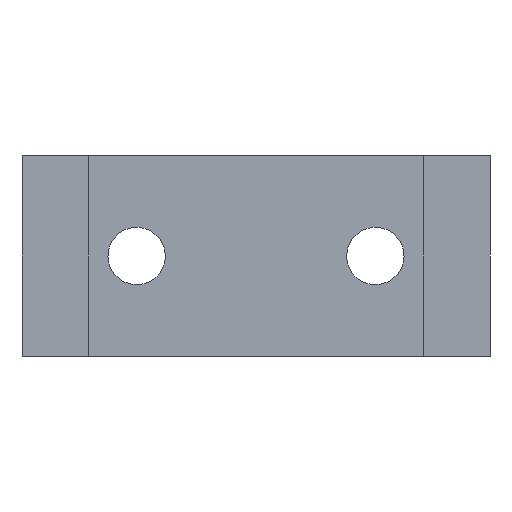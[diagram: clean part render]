
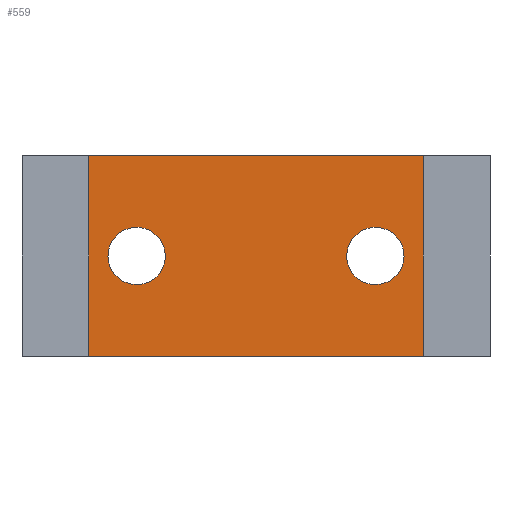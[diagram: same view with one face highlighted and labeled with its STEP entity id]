
A CAD part, front view. The second image highlights one B-rep face of the part: STEP entity #559.
In plain terms, the highlighted free-form (B-spline) face has degree [1, 1] with [2, 2] control points.
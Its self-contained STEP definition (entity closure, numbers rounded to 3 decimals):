
#22 = VERTEX_POINT('',#23);
#23 = CARTESIAN_POINT('',(-35.385,8.492,8.492)
  );
#41 = VERTEX_POINT('',#42);
#42 = CARTESIAN_POINT('',(-35.385,8.492,-8.492
    ));
#47 = EDGE_CURVE('',#22,#41,#48,.T.);
#48 = ( BOUNDED_CURVE() B_SPLINE_CURVE(2,(#49,#50,#51,#52,#53),
.UNSPECIFIED.,.F.,.F.) B_SPLINE_CURVE_WITH_KNOTS((3,2,3),(0.,
1.571,3.142),.PIECEWISE_BEZIER_KNOTS.) CURVE() 
GEOMETRIC_REPRESENTATION_ITEM() RATIONAL_B_SPLINE_CURVE((1.,
0.707,1.,0.707,1.)) REPRESENTATION_ITEM('') );
#49 = CARTESIAN_POINT('',(-35.385,8.492,8.492)
  );
#50 = CARTESIAN_POINT('',(-43.878,8.492,8.492)
  );
#51 = CARTESIAN_POINT('',(-43.878,8.492,
    0.));
#52 = CARTESIAN_POINT('',(-43.878,8.492,-8.492
    ));
#53 = CARTESIAN_POINT('',(-35.385,8.492,-8.492
    ));
#70 = VERTEX_POINT('',#71);
#71 = CARTESIAN_POINT('',(35.385,8.492,8.492)
  );
#89 = VERTEX_POINT('',#90);
#90 = CARTESIAN_POINT('',(35.385,8.492,-8.492
    ));
#95 = EDGE_CURVE('',#89,#70,#96,.T.);
#96 = ( BOUNDED_CURVE() B_SPLINE_CURVE(2,(#97,#98,#99,#100,#101),
.UNSPECIFIED.,.F.,.F.) B_SPLINE_CURVE_WITH_KNOTS((3,2,3),(3.142,
4.712,6.283),.PIECEWISE_BEZIER_KNOTS.) CURVE() 
GEOMETRIC_REPRESENTATION_ITEM() RATIONAL_B_SPLINE_CURVE((1.,
0.707,1.,0.707,1.)) REPRESENTATION_ITEM('') );
#97 = CARTESIAN_POINT('',(35.385,8.492,-8.492
    ));
#98 = CARTESIAN_POINT('',(26.893,8.492,-8.492
    ));
#99 = CARTESIAN_POINT('',(26.893,8.492,
    0.));
#100 = CARTESIAN_POINT('',(26.893,8.492,8.492
    ));
#101 = CARTESIAN_POINT('',(35.385,8.492,8.492
    ));
#357 = VERTEX_POINT('',#358);
#358 = CARTESIAN_POINT('',(49.54,8.492,-29.724)
  );
#363 = EDGE_CURVE('',#357,#364,#366,.T.);
#364 = VERTEX_POINT('',#365);
#365 = CARTESIAN_POINT('',(-49.54,8.492,-29.724)
  );
#366 = B_SPLINE_CURVE_WITH_KNOTS('',1,(#367,#368),.UNSPECIFIED.,.F.,.F.,
  (2,2),(-70.,-0.),.PIECEWISE_BEZIER_KNOTS.);
#367 = CARTESIAN_POINT('',(49.54,8.492,-29.724)
  );
#368 = CARTESIAN_POINT('',(-49.54,8.492,-29.724)
  );
#424 = VERTEX_POINT('',#425);
#425 = CARTESIAN_POINT('',(-49.54,8.492,
    29.724));
#430 = EDGE_CURVE('',#431,#424,#433,.T.);
#431 = VERTEX_POINT('',#432);
#432 = CARTESIAN_POINT('',(49.54,8.492,
    29.724));
#433 = B_SPLINE_CURVE_WITH_KNOTS('',1,(#434,#435),.UNSPECIFIED.,.F.,.F.,
  (2,2),(-70.,-0.),.PIECEWISE_BEZIER_KNOTS.);
#434 = CARTESIAN_POINT('',(49.54,8.492,
    29.724));
#435 = CARTESIAN_POINT('',(-49.54,8.492,
    29.724));
#550 = EDGE_CURVE('',#364,#424,#551,.T.);
#551 = B_SPLINE_CURVE_WITH_KNOTS('',1,(#552,#553),.UNSPECIFIED.,.F.,.F.,
  (2,2),(0.,42.),.PIECEWISE_BEZIER_KNOTS.);
#552 = CARTESIAN_POINT('',(-49.54,8.492,-29.724)
  );
#553 = CARTESIAN_POINT('',(-49.54,8.492,
    29.724));
#559 = ADVANCED_FACE('',(#560,#571,#582),#592,.F.);
#560 = FACE_BOUND('',#561,.T.);
#561 = EDGE_LOOP('',(#562,#563));
#562 = ORIENTED_EDGE('',*,*,#47,.F.);
#563 = ORIENTED_EDGE('',*,*,#564,.F.);
#564 = EDGE_CURVE('',#41,#22,#565,.T.);
#565 = ( BOUNDED_CURVE() B_SPLINE_CURVE(2,(#566,#567,#568,#569,#570),
.UNSPECIFIED.,.F.,.F.) B_SPLINE_CURVE_WITH_KNOTS((3,2,3),(3.142,
4.712,6.283),.PIECEWISE_BEZIER_KNOTS.) CURVE() 
GEOMETRIC_REPRESENTATION_ITEM() RATIONAL_B_SPLINE_CURVE((1.,
0.707,1.,0.707,1.)) REPRESENTATION_ITEM('') );
#566 = CARTESIAN_POINT('',(-35.385,8.492,
    -8.492));
#567 = CARTESIAN_POINT('',(-26.893,8.492,
    -8.492));
#568 = CARTESIAN_POINT('',(-26.893,8.492,
    0.));
#569 = CARTESIAN_POINT('',(-26.893,8.492,8.492
    ));
#570 = CARTESIAN_POINT('',(-35.385,8.492,8.492
    ));
#571 = FACE_BOUND('',#572,.T.);
#572 = EDGE_LOOP('',(#573,#581));
#573 = ORIENTED_EDGE('',*,*,#574,.T.);
#574 = EDGE_CURVE('',#70,#89,#575,.T.);
#575 = ( BOUNDED_CURVE() B_SPLINE_CURVE(2,(#576,#577,#578,#579,#580),
.UNSPECIFIED.,.F.,.F.) B_SPLINE_CURVE_WITH_KNOTS((3,2,3),(0.,
1.571,3.142),.PIECEWISE_BEZIER_KNOTS.) CURVE() 
GEOMETRIC_REPRESENTATION_ITEM() RATIONAL_B_SPLINE_CURVE((1.,
0.707,1.,0.707,1.)) REPRESENTATION_ITEM('') );
#576 = CARTESIAN_POINT('',(35.385,8.492,8.492
    ));
#577 = CARTESIAN_POINT('',(43.878,8.492,8.492
    ));
#578 = CARTESIAN_POINT('',(43.878,8.492,
    0.));
#579 = CARTESIAN_POINT('',(43.878,8.492,
    -8.492));
#580 = CARTESIAN_POINT('',(35.385,8.492,
    -8.492));
#581 = ORIENTED_EDGE('',*,*,#95,.T.);
#582 = FACE_BOUND('',#583,.T.);
#583 = EDGE_LOOP('',(#584,#585,#586,#587));
#584 = ORIENTED_EDGE('',*,*,#430,.T.);
#585 = ORIENTED_EDGE('',*,*,#550,.F.);
#586 = ORIENTED_EDGE('',*,*,#363,.F.);
#587 = ORIENTED_EDGE('',*,*,#588,.T.);
#588 = EDGE_CURVE('',#357,#431,#589,.T.);
#589 = B_SPLINE_CURVE_WITH_KNOTS('',1,(#590,#591),.UNSPECIFIED.,.F.,.F.,
  (2,2),(0.,42.),.PIECEWISE_BEZIER_KNOTS.);
#590 = CARTESIAN_POINT('',(49.54,8.492,-29.724)
  );
#591 = CARTESIAN_POINT('',(49.54,8.492,
    29.724));
#592 = B_SPLINE_SURFACE_WITH_KNOTS('',1,1,(
    (#593,#594)
    ,(#595,#596
    )),.UNSPECIFIED.,.F.,.F.,.F.,(2,2),(2,2),(0.,42.),(0.,70.),
  .PIECEWISE_BEZIER_KNOTS.);
#593 = CARTESIAN_POINT('',(-49.54,8.492,-29.724)
  );
#594 = CARTESIAN_POINT('',(49.54,8.492,-29.724)
  );
#595 = CARTESIAN_POINT('',(-49.54,8.492,
    29.724));
#596 = CARTESIAN_POINT('',(49.54,8.492,
    29.724));
